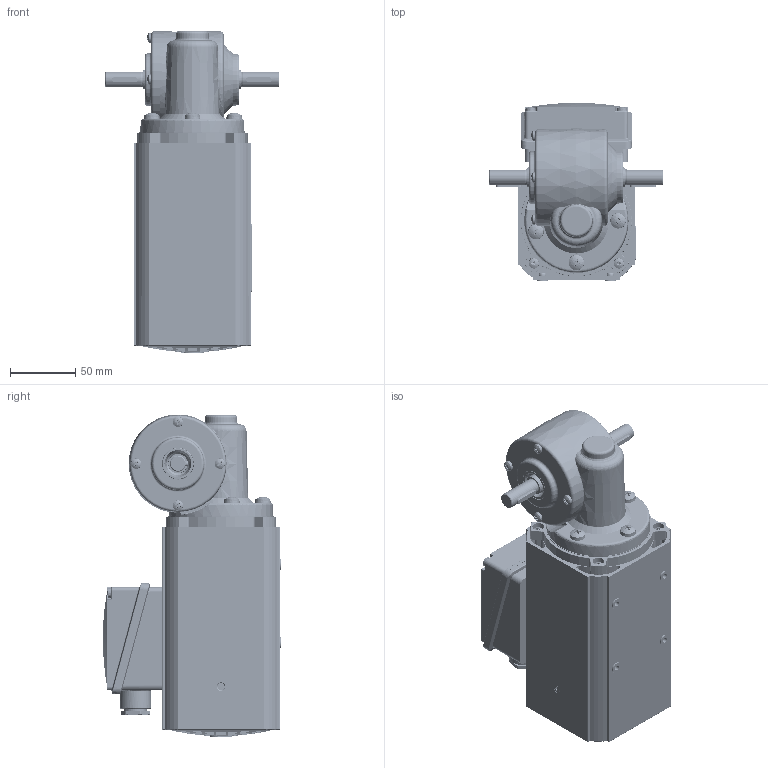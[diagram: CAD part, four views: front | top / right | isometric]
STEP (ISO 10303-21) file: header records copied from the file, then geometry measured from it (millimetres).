
FILE_DESCRIPTION (( 'STEP AP214' ), '1' );
FILE_NAME ('Motor IGLU80-60 mit Getr. E3.STEP', '2017-12-11T09:21:51', ( 'gfeller' ), ( '' ), 'SwSTEP 2.0', 'SolidWorks 2017', '' );
FILE_SCHEMA (( 'AUTOMOTIVE_DESIGN' ));
Length unit declared in the file: millimetre
Products named in the file (1): Motor IGLU80-60 mit Getr. E3
Bounding box: 132.5 x 136.43 x 247.08 mm (x, y, z)
Volume: 644832.7 mm3; surface area: 393688.1 mm2
Topology: 90 solids, 92 shells, 4828 faces, 11704 edges, 6929 vertices
Faces by surface type: plane 1631, cylinder 1593, cone 631, torus 459, sphere 269, bspline 245
Entity records: 208412 total; most frequent: CARTESIAN_POINT 43433, DIRECTION 24046, ORIENTED_EDGE 22856, EDGE_CURVE 11428, AXIS2_PLACEMENT_3D 9655, VERTEX_POINT 6896, EDGE_LOOP 5278, CIRCLE 5071
